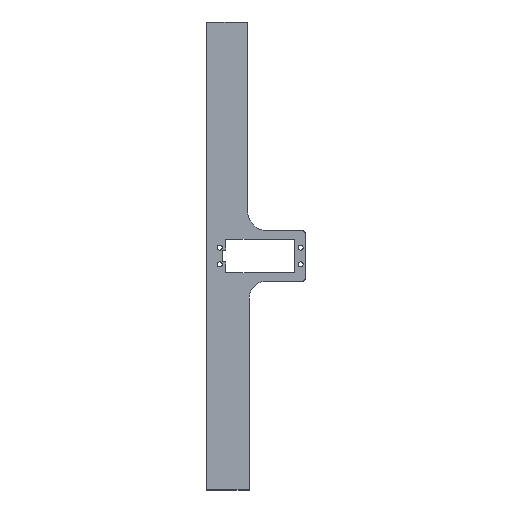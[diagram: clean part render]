
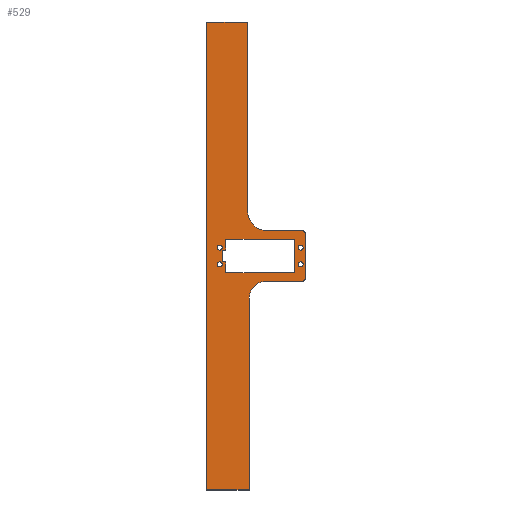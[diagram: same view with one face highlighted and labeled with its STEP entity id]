
A CAD part, top view. The second image highlights one B-rep face of the part: STEP entity #529.
In plain terms, the highlighted planar face has unit normal (0, 0, 1).
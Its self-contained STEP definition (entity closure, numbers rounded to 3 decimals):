
#15=FACE_BOUND('',#94,.T.);
#16=FACE_BOUND('',#95,.T.);
#17=FACE_BOUND('',#96,.T.);
#18=FACE_BOUND('',#97,.T.);
#19=FACE_BOUND('',#98,.T.);
#41=PLANE('',#585);
#67=FACE_OUTER_BOUND('',#93,.T.);
#93=EDGE_LOOP('',(#449,#450,#451,#452,#453,#454,#455,#456,#457,#458,#459,
#460));
#94=EDGE_LOOP('',(#461));
#95=EDGE_LOOP('',(#462));
#96=EDGE_LOOP('',(#463));
#97=EDGE_LOOP('',(#464));
#98=EDGE_LOOP('',(#465,#466,#467,#468,#469,#470,#471,#472));
#109=LINE('',#744,#165);
#114=LINE('',#759,#170);
#117=LINE('',#767,#173);
#120=LINE('',#773,#176);
#123=LINE('',#779,#179);
#126=LINE('',#785,#182);
#129=LINE('',#791,#185);
#132=LINE('',#797,#188);
#135=LINE('',#803,#191);
#138=LINE('',#807,#194);
#145=LINE('',#837,#201);
#146=LINE('',#840,#202);
#151=LINE('',#854,#207);
#153=LINE('',#861,#209);
#157=LINE('',#869,#213);
#160=LINE('',#873,#216);
#165=VECTOR('',#601,10.);
#170=VECTOR('',#614,10.);
#173=VECTOR('',#619,10.);
#176=VECTOR('',#624,10.);
#179=VECTOR('',#629,10.);
#182=VECTOR('',#634,10.);
#185=VECTOR('',#639,10.);
#188=VECTOR('',#644,10.);
#191=VECTOR('',#649,10.);
#194=VECTOR('',#654,10.);
#201=VECTOR('',#687,10.);
#202=VECTOR('',#690,10.);
#207=VECTOR('',#703,10.);
#209=VECTOR('',#713,10.);
#213=VECTOR('',#719,10.);
#216=VECTOR('',#724,10.);
#218=CIRCLE('',#547,12.);
#220=CIRCLE('',#551,10.);
#221=CIRCLE('',#562,1.5);
#223=CIRCLE('',#565,1.5);
#225=CIRCLE('',#568,1.5);
#227=CIRCLE('',#571,1.5);
#230=CIRCLE('',#577,2.);
#232=CIRCLE('',#581,2.);
#235=VERTEX_POINT('',#734);
#236=VERTEX_POINT('',#736);
#238=VERTEX_POINT('',#742);
#241=VERTEX_POINT('',#749);
#242=VERTEX_POINT('',#751);
#244=VERTEX_POINT('',#757);
#247=VERTEX_POINT('',#764);
#248=VERTEX_POINT('',#766);
#250=VERTEX_POINT('',#772);
#252=VERTEX_POINT('',#778);
#254=VERTEX_POINT('',#784);
#256=VERTEX_POINT('',#790);
#258=VERTEX_POINT('',#796);
#260=VERTEX_POINT('',#802);
#261=VERTEX_POINT('',#809);
#263=VERTEX_POINT('',#815);
#265=VERTEX_POINT('',#821);
#267=VERTEX_POINT('',#827);
#270=VERTEX_POINT('',#835);
#271=VERTEX_POINT('',#839);
#274=VERTEX_POINT('',#847);
#276=VERTEX_POINT('',#853);
#277=VERTEX_POINT('',#860);
#280=VERTEX_POINT('',#868);
#283=EDGE_CURVE('',#235,#236,#218,.T.);
#287=EDGE_CURVE('',#235,#238,#109,.T.);
#290=EDGE_CURVE('',#241,#242,#220,.T.);
#294=EDGE_CURVE('',#241,#244,#114,.T.);
#297=EDGE_CURVE('',#248,#247,#117,.T.);
#300=EDGE_CURVE('',#250,#248,#120,.T.);
#303=EDGE_CURVE('',#252,#250,#123,.T.);
#306=EDGE_CURVE('',#254,#252,#126,.T.);
#309=EDGE_CURVE('',#256,#254,#129,.T.);
#312=EDGE_CURVE('',#258,#256,#132,.T.);
#315=EDGE_CURVE('',#260,#258,#135,.T.);
#318=EDGE_CURVE('',#247,#260,#138,.T.);
#319=EDGE_CURVE('',#261,#261,#221,.T.);
#322=EDGE_CURVE('',#263,#263,#223,.T.);
#325=EDGE_CURVE('',#265,#265,#225,.T.);
#328=EDGE_CURVE('',#267,#267,#227,.T.);
#333=EDGE_CURVE('',#238,#270,#145,.T.);
#334=EDGE_CURVE('',#271,#236,#146,.T.);
#338=EDGE_CURVE('',#274,#271,#230,.T.);
#341=EDGE_CURVE('',#276,#274,#151,.T.);
#344=EDGE_CURVE('',#244,#276,#232,.T.);
#345=EDGE_CURVE('',#277,#242,#153,.T.);
#349=EDGE_CURVE('',#280,#277,#157,.T.);
#352=EDGE_CURVE('',#270,#280,#160,.T.);
#449=ORIENTED_EDGE('',*,*,#352,.T.);
#450=ORIENTED_EDGE('',*,*,#349,.T.);
#451=ORIENTED_EDGE('',*,*,#345,.T.);
#452=ORIENTED_EDGE('',*,*,#290,.F.);
#453=ORIENTED_EDGE('',*,*,#294,.T.);
#454=ORIENTED_EDGE('',*,*,#344,.T.);
#455=ORIENTED_EDGE('',*,*,#341,.T.);
#456=ORIENTED_EDGE('',*,*,#338,.T.);
#457=ORIENTED_EDGE('',*,*,#334,.T.);
#458=ORIENTED_EDGE('',*,*,#283,.F.);
#459=ORIENTED_EDGE('',*,*,#287,.T.);
#460=ORIENTED_EDGE('',*,*,#333,.T.);
#461=ORIENTED_EDGE('',*,*,#328,.T.);
#462=ORIENTED_EDGE('',*,*,#325,.T.);
#463=ORIENTED_EDGE('',*,*,#322,.T.);
#464=ORIENTED_EDGE('',*,*,#319,.T.);
#465=ORIENTED_EDGE('',*,*,#318,.T.);
#466=ORIENTED_EDGE('',*,*,#315,.T.);
#467=ORIENTED_EDGE('',*,*,#312,.T.);
#468=ORIENTED_EDGE('',*,*,#309,.T.);
#469=ORIENTED_EDGE('',*,*,#306,.T.);
#470=ORIENTED_EDGE('',*,*,#303,.T.);
#471=ORIENTED_EDGE('',*,*,#300,.T.);
#472=ORIENTED_EDGE('',*,*,#297,.T.);
#529=ADVANCED_FACE('',(#67,#15,#16,#17,#18,#19),#41,.T.);
#547=AXIS2_PLACEMENT_3D('',#737,#594,#595);
#551=AXIS2_PLACEMENT_3D('',#752,#607,#608);
#562=AXIS2_PLACEMENT_3D('',#810,#657,#658);
#565=AXIS2_PLACEMENT_3D('',#816,#664,#665);
#568=AXIS2_PLACEMENT_3D('',#822,#671,#672);
#571=AXIS2_PLACEMENT_3D('',#828,#678,#679);
#577=AXIS2_PLACEMENT_3D('',#848,#697,#698);
#581=AXIS2_PLACEMENT_3D('',#858,#709,#710);
#585=AXIS2_PLACEMENT_3D('',#874,#725,#726);
#594=DIRECTION('center_axis',(0.,0.,1.));
#595=DIRECTION('ref_axis',(-0.707,-0.707,0.));
#601=DIRECTION('',(0.,1.,0.));
#607=DIRECTION('center_axis',(0.,0.,1.));
#608=DIRECTION('ref_axis',(-0.707,0.707,0.));
#614=DIRECTION('',(1.,0.,0.));
#619=DIRECTION('',(0.,-1.,0.));
#624=DIRECTION('',(1.,0.,0.));
#629=DIRECTION('',(0.,1.,0.));
#634=DIRECTION('',(0.973,0.232,0.));
#639=DIRECTION('',(0.,1.,0.));
#644=DIRECTION('',(-0.973,0.232,0.));
#649=DIRECTION('',(0.,1.,0.));
#654=DIRECTION('',(-1.,0.,0.));
#657=DIRECTION('center_axis',(0.,0.,-1.));
#658=DIRECTION('ref_axis',(1.,0.,0.));
#664=DIRECTION('center_axis',(0.,0.,-1.));
#665=DIRECTION('ref_axis',(1.,0.,0.));
#671=DIRECTION('center_axis',(0.,0.,-1.));
#672=DIRECTION('ref_axis',(1.,0.,0.));
#678=DIRECTION('center_axis',(0.,0.,-1.));
#679=DIRECTION('ref_axis',(1.,0.,0.));
#687=DIRECTION('',(-1.,0.,0.));
#690=DIRECTION('',(-1.,0.,0.));
#697=DIRECTION('center_axis',(0.,0.,1.));
#698=DIRECTION('ref_axis',(1.,0.,0.));
#703=DIRECTION('',(0.,1.,0.));
#709=DIRECTION('center_axis',(0.,0.,1.));
#710=DIRECTION('ref_axis',(0.,-1.,0.));
#713=DIRECTION('',(0.,1.,0.));
#719=DIRECTION('',(1.,0.,0.));
#724=DIRECTION('',(0.,-1.,0.));
#725=DIRECTION('center_axis',(0.,0.,1.));
#726=DIRECTION('ref_axis',(1.,0.,0.));
#734=CARTESIAN_POINT('',(-0.85,27.,134.));
#736=CARTESIAN_POINT('',(11.15,15.,134.));
#737=CARTESIAN_POINT('Origin',(11.15,27.,134.));
#742=CARTESIAN_POINT('',(-0.85,139.,134.));
#744=CARTESIAN_POINT('',(-0.85,12.1,134.));
#749=CARTESIAN_POINT('',(10.15,-15.,134.));
#751=CARTESIAN_POINT('',(0.15,-25.,134.));
#752=CARTESIAN_POINT('Origin',(10.15,-25.,134.));
#757=CARTESIAN_POINT('',(31.55,-15.,134.));
#759=CARTESIAN_POINT('',(-18.95,-15.,134.));
#764=CARTESIAN_POINT('',(27.1,-9.9,134.));
#766=CARTESIAN_POINT('',(27.1,9.9,134.));
#767=CARTESIAN_POINT('',(27.1,9.9,134.));
#772=CARTESIAN_POINT('',(-13.7,9.9,134.));
#773=CARTESIAN_POINT('',(-13.7,9.9,134.));
#778=CARTESIAN_POINT('',(-13.7,3.5,134.));
#779=CARTESIAN_POINT('',(-13.7,-9.9,134.));
#784=CARTESIAN_POINT('',(-15.8,3.,134.));
#785=CARTESIAN_POINT('',(-15.8,3.,134.));
#790=CARTESIAN_POINT('',(-15.8,-3.,134.));
#791=CARTESIAN_POINT('',(-15.8,-3.,134.));
#796=CARTESIAN_POINT('',(-13.7,-3.5,134.));
#797=CARTESIAN_POINT('',(-13.7,-3.5,134.));
#802=CARTESIAN_POINT('',(-13.7,-9.9,134.));
#803=CARTESIAN_POINT('',(-13.7,-9.9,134.));
#807=CARTESIAN_POINT('',(27.1,-9.9,134.));
#809=CARTESIAN_POINT('',(-18.8,-5.,134.));
#810=CARTESIAN_POINT('Origin',(-17.3,-5.,134.));
#815=CARTESIAN_POINT('',(-18.8,5.,134.));
#816=CARTESIAN_POINT('Origin',(-17.3,5.,134.));
#821=CARTESIAN_POINT('',(29.2,-5.,134.));
#822=CARTESIAN_POINT('Origin',(30.7,-5.,134.));
#827=CARTESIAN_POINT('',(29.2,5.,134.));
#828=CARTESIAN_POINT('Origin',(30.7,5.,134.));
#835=CARTESIAN_POINT('',(-25.1,139.,134.));
#837=CARTESIAN_POINT('',(-0.85,139.,134.));
#839=CARTESIAN_POINT('',(31.55,15.,134.));
#840=CARTESIAN_POINT('',(31.55,15.,134.));
#847=CARTESIAN_POINT('',(33.55,13.,134.));
#848=CARTESIAN_POINT('Origin',(31.55,13.,134.));
#853=CARTESIAN_POINT('',(33.55,-13.,134.));
#854=CARTESIAN_POINT('',(33.55,-13.,134.));
#858=CARTESIAN_POINT('Origin',(31.55,-13.,134.));
#860=CARTESIAN_POINT('',(0.15,-139.,134.));
#861=CARTESIAN_POINT('',(0.15,-139.,134.));
#868=CARTESIAN_POINT('',(-25.1,-139.,134.));
#869=CARTESIAN_POINT('',(-25.1,-139.,134.));
#873=CARTESIAN_POINT('',(-25.1,139.,134.));
#874=CARTESIAN_POINT('Origin',(4.225,0.,134.));
